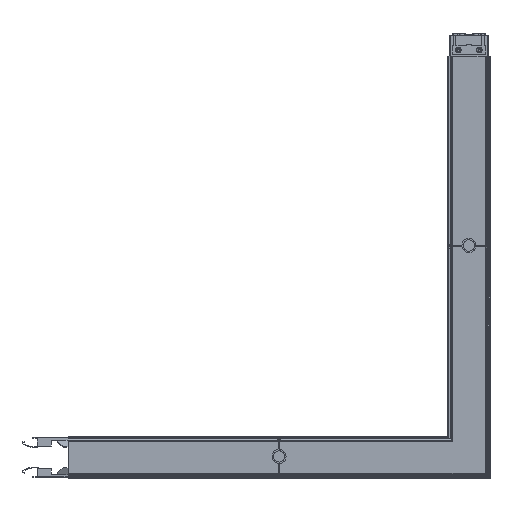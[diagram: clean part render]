
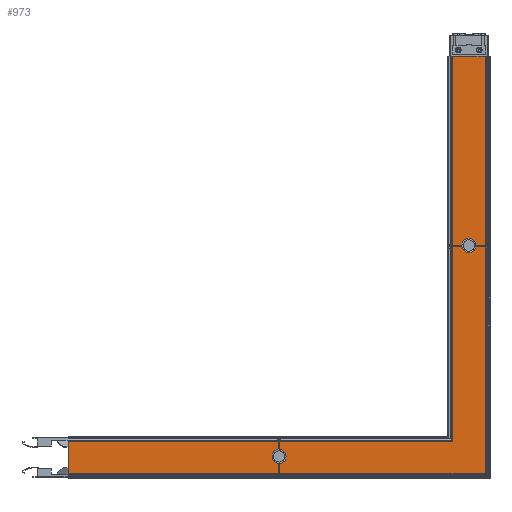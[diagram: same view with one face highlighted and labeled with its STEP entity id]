
A CAD part, top view. The second image highlights one B-rep face of the part: STEP entity #973.
In plain terms, the highlighted planar face has unit normal (0, 0, 1).
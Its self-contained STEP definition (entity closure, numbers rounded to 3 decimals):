
#973=ADVANCED_FACE('',(#1566),#1225,.T.);
#1225=PLANE('',#7955);
#1566=FACE_OUTER_BOUND('',#2001,.T.);
#2001=EDGE_LOOP('',(#4030,#4031,#4032,#4033,#4034,#4035));
#4030=ORIENTED_EDGE('',*,*,#5048,.F.);
#4031=ORIENTED_EDGE('',*,*,#5830,.F.);
#4032=ORIENTED_EDGE('',*,*,#5831,.T.);
#4033=ORIENTED_EDGE('',*,*,#4861,.T.);
#4034=ORIENTED_EDGE('',*,*,#5832,.F.);
#4035=ORIENTED_EDGE('',*,*,#5828,.T.);
#4170=VERTEX_POINT('',#10191);
#4171=VERTEX_POINT('',#10193);
#4290=VERTEX_POINT('',#10495);
#4325=VERTEX_POINT('',#10564);
#4793=VERTEX_POINT('',#12654);
#4794=VERTEX_POINT('',#12658);
#4861=EDGE_CURVE('',#4171,#4170,#5911,.T.);
#5048=EDGE_CURVE('',#4325,#4290,#6044,.T.);
#5828=EDGE_CURVE('',#4793,#4290,#6588,.T.);
#5830=EDGE_CURVE('',#4794,#4325,#6590,.T.);
#5831=EDGE_CURVE('',#4794,#4171,#6591,.T.);
#5832=EDGE_CURVE('',#4793,#4170,#6592,.T.);
#5911=LINE('',#10192,#6639);
#6044=LINE('',#10565,#6772);
#6588=LINE('',#12655,#7316);
#6590=LINE('',#12659,#7318);
#6591=LINE('',#12661,#7319);
#6592=LINE('',#12662,#7320);
#6639=VECTOR('',#8052,1.);
#6772=VECTOR('',#8355,1.);
#7316=VECTOR('',#9959,1.);
#7318=VECTOR('',#9963,1.);
#7319=VECTOR('',#9966,1.);
#7320=VECTOR('',#9967,1.);
#7955=AXIS2_PLACEMENT_3D('',#12663,#9968,#9969);
#8052=DIRECTION('',(0.,-1.,0.));
#8355=DIRECTION('',(1.,0.,0.));
#9959=DIRECTION('',(0.,1.,0.));
#9963=DIRECTION('',(0.,1.,0.));
#9966=DIRECTION('',(-1.,0.,0.));
#9967=DIRECTION('',(-1.,0.,0.));
#9968=DIRECTION('',(0.,0.,1.));
#9969=DIRECTION('',(1.,0.,0.));
#10191=CARTESIAN_POINT('',(0.,-23.,63.966));
#10192=CARTESIAN_POINT('',(0.,21.,63.966));
#10193=CARTESIAN_POINT('',(0.,23.,63.966));
#10495=CARTESIAN_POINT('',(593.,570.,63.966));
#10564=CARTESIAN_POINT('',(547.,570.,63.966));
#10565=CARTESIAN_POINT('',(549.,570.,63.966));
#12654=CARTESIAN_POINT('',(593.,-23.,63.966));
#12655=CARTESIAN_POINT('',(593.,-23.,63.966));
#12658=CARTESIAN_POINT('',(547.,23.,63.966));
#12659=CARTESIAN_POINT('',(547.,-23.,63.966));
#12661=CARTESIAN_POINT('',(593.,23.,63.966));
#12662=CARTESIAN_POINT('',(549.,-23.,63.966));
#12663=CARTESIAN_POINT('',(549.,-23.,63.966));
